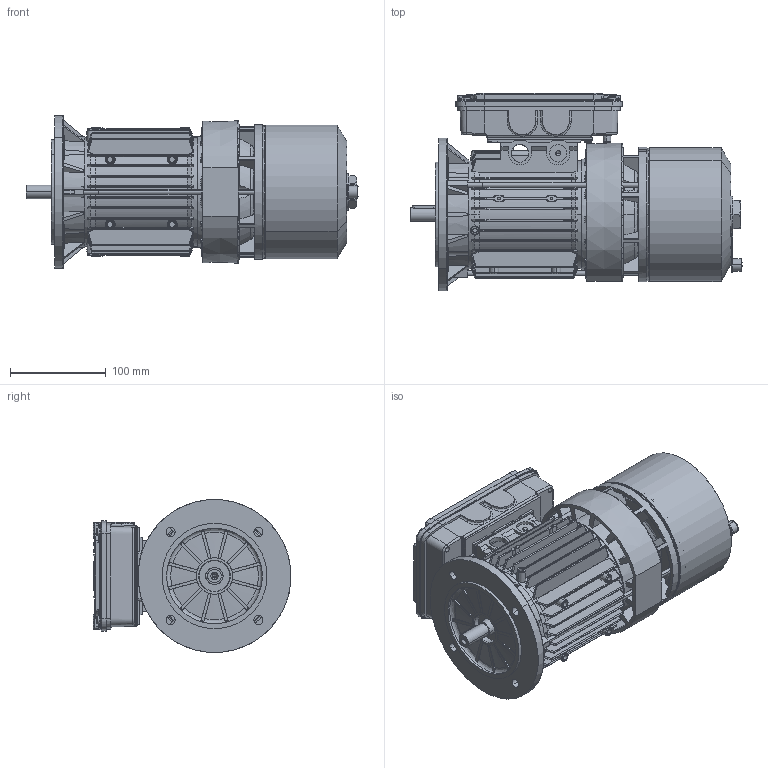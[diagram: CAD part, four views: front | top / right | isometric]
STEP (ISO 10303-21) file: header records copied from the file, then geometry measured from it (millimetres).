
FILE_DESCRIPTION (( 'STEP AP214' ), '1' );
FILE_NAME ('14JQ.STEP', '2024-04-23T22:06:42', ( '' ), ( '' ), 'SwSTEP 2.0', 'SolidWorks 2021', '' );
FILE_SCHEMA (( 'AUTOMOTIVE_DESIGN' ));
Length unit declared in the file: inch
Products named in the file (1): 14JQ
Bounding box: 347.18 x 206.91 x 159.85 mm (x, y, z)
Volume: 1153609.1 mm3; surface area: 714815.1 mm2
Topology: 22 solids, 30 shells, 3823 faces, 10267 edges, 6430 vertices
Faces by surface type: plane 1380, cylinder 1038, bspline 975, cone 430
Entity records: 153863 total; most frequent: CARTESIAN_POINT 66265, ORIENTED_EDGE 20158, DIRECTION 15803, EDGE_CURVE 10079, VERTEX_POINT 6430, AXIS2_PLACEMENT_3D 5804, LINE 4195, VECTOR 4195
